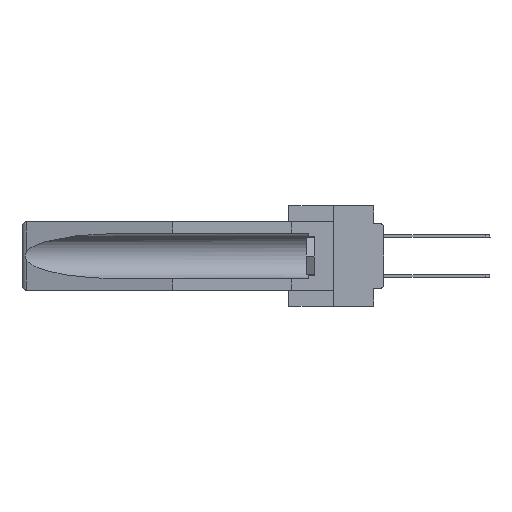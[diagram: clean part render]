
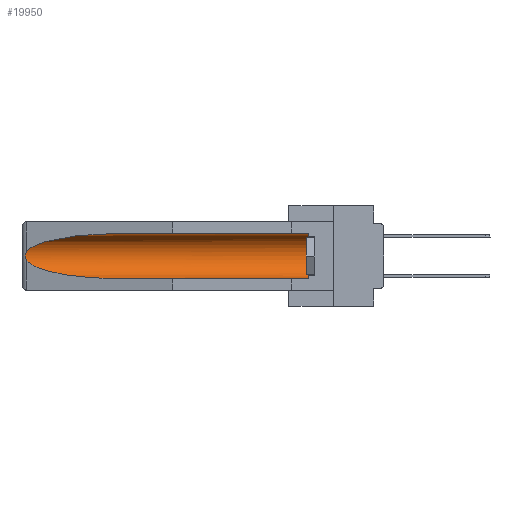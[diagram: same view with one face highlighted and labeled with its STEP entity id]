
A CAD part, left-side view. The second image highlights one B-rep face of the part: STEP entity #19950.
In plain terms, the highlighted cylindrical face has radius 2.857 mm (diameter 5.715 mm), a partial arc.
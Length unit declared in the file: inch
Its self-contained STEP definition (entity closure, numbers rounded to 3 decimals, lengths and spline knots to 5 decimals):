
#590 = CARTESIAN_POINT ( 'NONE',  ( 0.26654, 1.53092, -0.15636 ) ) ;
#680 = LINE ( 'NONE', #10608, #27102 ) ;
#1367 = DIRECTION ( 'NONE',  ( 0., 0., 1. ) ) ;
#2143 = VERTEX_POINT ( 'NONE', #4996 ) ;
#3488 = CARTESIAN_POINT ( 'NONE',  ( 0.155, -0.30754, -0.1715 ) ) ;
#3800 = EDGE_CURVE ( 'NONE', #25509, #27553, #14906, .T. ) ;
#4824 = VERTEX_POINT ( 'NONE', #13127 ) ;
#4996 = CARTESIAN_POINT ( 'NONE',  ( 0.155, 0.126, -0.059 ) ) ;
#5885 = EDGE_LOOP ( 'NONE', ( #7760, #29358, #26445, #11034, #26254, #19987 ) ) ;
#6545 = FACE_OUTER_BOUND ( 'NONE', #5885, .T. ) ;
#7048 = DIRECTION ( 'NONE',  ( 0., 0., 1. ) ) ;
#7093 = CARTESIAN_POINT ( 'NONE',  ( 0.26537, 1.52718, -0.19328 ) ) ;
#7760 = ORIENTED_EDGE ( 'NONE', *, *, #25731, .T. ) ;
#8414 = CARTESIAN_POINT ( 'NONE',  ( 0.155, 0.126, -0.284 ) ) ;
#8839 = CYLINDRICAL_SURFACE ( 'NONE', #26186, 0.1125 ) ;
#9353 = CARTESIAN_POINT ( 'NONE',  ( 0.155, 0.126, -0.1715 ) ) ;
#9877 = EDGE_CURVE ( 'NONE', #21299, #26090, #11009, .T. ) ;
#10354 = CARTESIAN_POINT ( 'NONE',  ( 0.2673, 1.53269, -0.17917 ) ) ;
#10608 = CARTESIAN_POINT ( 'NONE',  ( 0.155, -0.30754, -0.059 ) ) ;
#10689 = CARTESIAN_POINT ( 'NONE',  ( 0.155, 1.07973, -0.284 ) ) ;
#10695 = CARTESIAN_POINT ( 'NONE',  ( 0.26537, 1.52718, -0.14972 ) ) ;
#11009 = B_SPLINE_CURVE_WITH_KNOTS ( 'NONE', 3,
 ( #12629, #27273, #590, #20110, #23028, #30018, #10354, #17646, #20444, #29703 ),
 .UNSPECIFIED., .F., .F.,
 ( 4, 2, 2, 2, 4 ),
 ( 0., 0.00029, 0.00058, 0.00087, 0.00117 ),
 .UNSPECIFIED. ) ;
#11034 = ORIENTED_EDGE ( 'NONE', *, *, #3800, .F. ) ;
#12629 = CARTESIAN_POINT ( 'NONE',  ( 0.26537, 1.52718, -0.14972 ) ) ;
#12803 = CARTESIAN_POINT ( 'NONE',  ( 0.21114, 1.30732, -0.284 ) ) ;
#13110 = EDGE_CURVE ( 'NONE', #26090, #27553, #19680, .T. ) ;
#13127 = CARTESIAN_POINT ( 'NONE',  ( 0.155, 1.07973, -0.059 ) ) ;
#14906 = LINE ( 'NONE', #20103, #28194 ) ;
#15313 =( BOUNDED_CURVE ( )  B_SPLINE_CURVE ( 3, ( #31301, #26575, #19581, #19426 ),
 .UNSPECIFIED., .F., .T. ) 
 B_SPLINE_CURVE_WITH_KNOTS ( ( 4, 4 ),
 ( 4.71239, 6.08839 ),
 .UNSPECIFIED. ) 
 CURVE ( )  GEOMETRIC_REPRESENTATION_ITEM ( )  RATIONAL_B_SPLINE_CURVE ( ( 1., 0.848, 0.848, 1. ) ) 
 REPRESENTATION_ITEM ( '' )  );
#16145 = CARTESIAN_POINT ( 'NONE',  ( 0.26537, 1.52718, -0.19328 ) ) ;
#17646 = CARTESIAN_POINT ( 'NONE',  ( 0.26655, 1.53094, -0.18657 ) ) ;
#18285 = DIRECTION ( 'NONE',  ( 0., 1., 0. ) ) ;
#18363 = EDGE_CURVE ( 'NONE', #25509, #2143, #29715, .T. ) ;
#19426 = CARTESIAN_POINT ( 'NONE',  ( 0.26537, 1.52718, -0.14972 ) ) ;
#19545 = CARTESIAN_POINT ( 'NONE',  ( 0.155, 1.07973, -0.284 ) ) ;
#19581 = CARTESIAN_POINT ( 'NONE',  ( 0.25451, 1.48313, -0.09465 ) ) ;
#19680 =( BOUNDED_CURVE ( )  B_SPLINE_CURVE ( 3, ( #7093, #20774, #12803, #10689 ),
 .UNSPECIFIED., .F., .T. ) 
 B_SPLINE_CURVE_WITH_KNOTS ( ( 4, 4 ),
 ( 0.1948, 1.5708 ),
 .UNSPECIFIED. ) 
 CURVE ( )  GEOMETRIC_REPRESENTATION_ITEM ( )  RATIONAL_B_SPLINE_CURVE ( ( 1., 0.848, 0.848, 1. ) ) 
 REPRESENTATION_ITEM ( '' )  );
#19950 = ADVANCED_FACE ( 'NONE', ( #6545 ), #8839, .F. ) ;
#19987 = ORIENTED_EDGE ( 'NONE', *, *, #32072, .T. ) ;
#20103 = CARTESIAN_POINT ( 'NONE',  ( 0.155, -0.30754, -0.284 ) ) ;
#20110 = CARTESIAN_POINT ( 'NONE',  ( 0.2673, 1.5327, -0.16383 ) ) ;
#20444 = CARTESIAN_POINT ( 'NONE',  ( 0.26597, 1.5296, -0.19026 ) ) ;
#20774 = CARTESIAN_POINT ( 'NONE',  ( 0.25451, 1.48313, -0.24835 ) ) ;
#21299 = VERTEX_POINT ( 'NONE', #10695 ) ;
#23028 = CARTESIAN_POINT ( 'NONE',  ( 0.2675, 1.53308, -0.16763 ) ) ;
#24005 = AXIS2_PLACEMENT_3D ( 'NONE', #9353, #31947, #7048 ) ;
#25509 = VERTEX_POINT ( 'NONE', #8414 ) ;
#25731 = EDGE_CURVE ( 'NONE', #4824, #21299, #15313, .T. ) ;
#26090 = VERTEX_POINT ( 'NONE', #16145 ) ;
#26186 = AXIS2_PLACEMENT_3D ( 'NONE', #3488, #18285, #1367 ) ;
#26254 = ORIENTED_EDGE ( 'NONE', *, *, #18363, .T. ) ;
#26445 = ORIENTED_EDGE ( 'NONE', *, *, #13110, .T. ) ;
#26575 = CARTESIAN_POINT ( 'NONE',  ( 0.21114, 1.30732, -0.059 ) ) ;
#27102 = VECTOR ( 'NONE', #30425, 39.37008 ) ;
#27273 = CARTESIAN_POINT ( 'NONE',  ( 0.26597, 1.52961, -0.15275 ) ) ;
#27553 = VERTEX_POINT ( 'NONE', #19545 ) ;
#28194 = VECTOR ( 'NONE', #30008, 39.37008 ) ;
#29358 = ORIENTED_EDGE ( 'NONE', *, *, #9877, .T. ) ;
#29703 = CARTESIAN_POINT ( 'NONE',  ( 0.26537, 1.52718, -0.19328 ) ) ;
#29715 = CIRCLE ( 'NONE', #24005, 0.1125 ) ;
#30008 = DIRECTION ( 'NONE',  ( 0., 1., 0. ) ) ;
#30018 = CARTESIAN_POINT ( 'NONE',  ( 0.2675, 1.53308, -0.17534 ) ) ;
#30425 = DIRECTION ( 'NONE',  ( 0., 1., 0. ) ) ;
#31301 = CARTESIAN_POINT ( 'NONE',  ( 0.155, 1.07973, -0.059 ) ) ;
#31947 = DIRECTION ( 'NONE',  ( 0., -1., 0. ) ) ;
#32072 = EDGE_CURVE ( 'NONE', #2143, #4824, #680, .T. ) ;
